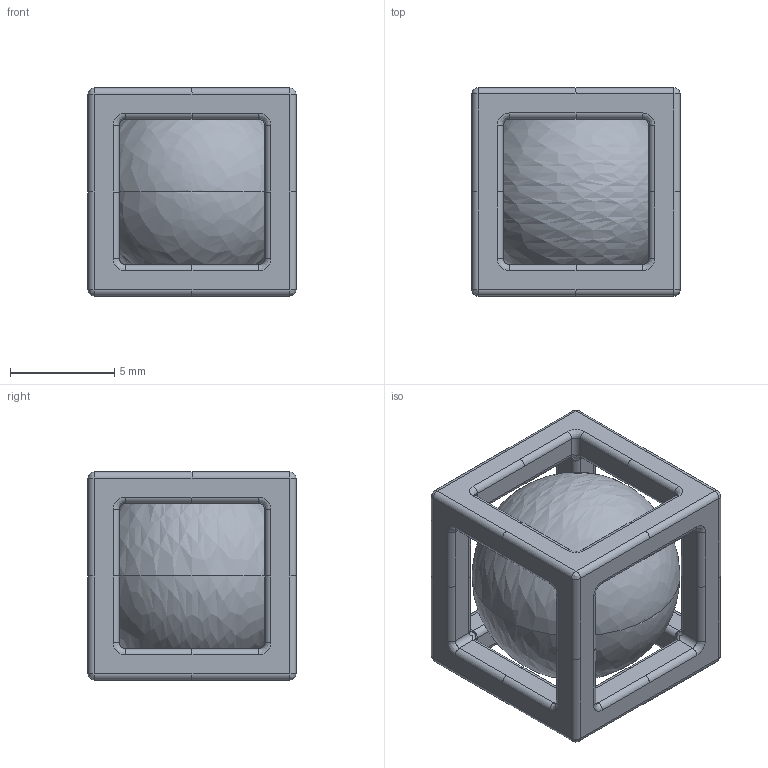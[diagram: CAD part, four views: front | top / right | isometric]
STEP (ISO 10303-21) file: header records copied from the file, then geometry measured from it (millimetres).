
FILE_DESCRIPTION(/* description */ (''),/* implementation_level */ '2;1');
FILE_NAME(/* name */ 'boxed_sphere',/* time_stamp */ '2025-01-03T12:56:05-08:00',/* author */ (''),/* organization */ (''),/* preprocessor_version */ 'ST-DEVELOPER v19.2',/* originating_system */ 'Rhino 8.14',/* authorisation */ '');
FILE_SCHEMA (('CONFIG_CONTROL_DESIGN','AP242_MANAGED_MODEL_BASED_3D_ENGINEERING_MIM_LF { 1 0 10303 442 3 1 4 }'));
Length unit declared in the file: centimetre
Products named in the file (1): Document
Bounding box: 10 x 10 x 10 mm (x, y, z)
Volume: 732 mm3; surface area: 824 mm2
Topology: 2 solids, 2 shells, 192 faces, 486 edges, 290 vertices
Faces by surface type: cylinder 120, bspline 42, plane 30
Entity records: 10976 total; most frequent: CARTESIAN_POINT 7130, ORIENTED_EDGE 964, EDGE_CURVE 482, DIRECTION 446, AXIS2_PLACEMENT_3D 298, VERTEX_POINT 290, B_SPLINE_CURVE_WITH_KNOTS 240, EDGE_LOOP 198
